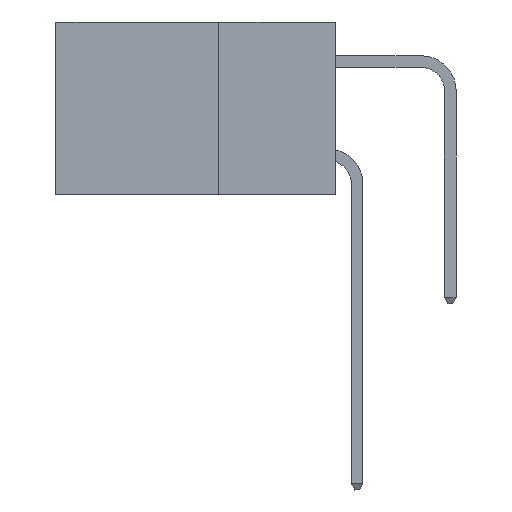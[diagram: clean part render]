
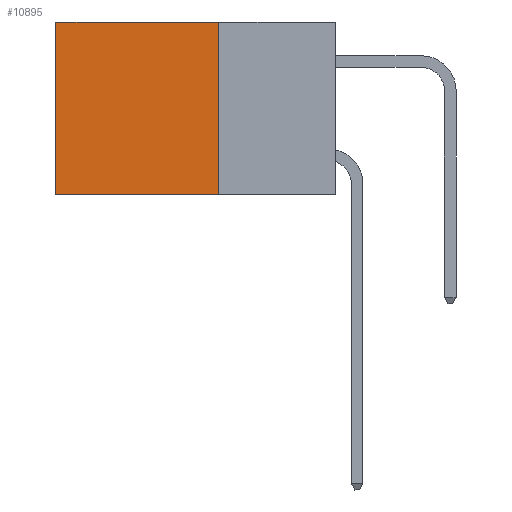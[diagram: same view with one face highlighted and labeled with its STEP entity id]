
A CAD part, left-side view. The second image highlights one B-rep face of the part: STEP entity #10895.
In plain terms, the highlighted planar face has unit normal (-1, 0, 0).
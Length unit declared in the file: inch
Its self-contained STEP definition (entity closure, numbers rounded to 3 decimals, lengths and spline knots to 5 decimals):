
#340 = ORIENTED_EDGE ( 'NONE', *, *, #11699, .F. ) ;
#463 = EDGE_LOOP ( 'NONE', ( #1827, #3440, #340, #5479 ) ) ;
#535 = VECTOR ( 'NONE', #10904, 39.37008 ) ;
#590 = CARTESIAN_POINT ( 'NONE',  ( 0.2875, 0.25, -0.37 ) ) ;
#854 = CARTESIAN_POINT ( 'NONE',  ( 0.2875, 0.6, -0.37 ) ) ;
#1067 = EDGE_CURVE ( 'NONE', #6074, #13485, #4108, .T. ) ;
#1827 = ORIENTED_EDGE ( 'NONE', *, *, #1067, .T. ) ;
#2262 = DIRECTION ( 'NONE',  ( 0., 0., -1. ) ) ;
#2316 = LINE ( 'NONE', #9125, #12424 ) ;
#2369 = AXIS2_PLACEMENT_3D ( 'NONE', #9839, #9893, #2262 ) ;
#3103 = VERTEX_POINT ( 'NONE', #9066 ) ;
#3119 = VECTOR ( 'NONE', #16160, 39.37008 ) ;
#3440 = ORIENTED_EDGE ( 'NONE', *, *, #8630, .F. ) ;
#3546 = LINE ( 'NONE', #5114, #3119 ) ;
#3655 = FACE_OUTER_BOUND ( 'NONE', #463, .T. ) ;
#4108 = LINE ( 'NONE', #15555, #535 ) ;
#5014 = LINE ( 'NONE', #5097, #11367 ) ;
#5097 = CARTESIAN_POINT ( 'NONE',  ( 0.2875, 0.25, 0. ) ) ;
#5114 = CARTESIAN_POINT ( 'NONE',  ( 0.2875, 0.25, -0.37 ) ) ;
#5479 = ORIENTED_EDGE ( 'NONE', *, *, #6403, .T. ) ;
#6074 = VERTEX_POINT ( 'NONE', #7120 ) ;
#6396 = DIRECTION ( 'NONE',  ( 0., 0., -1. ) ) ;
#6403 = EDGE_CURVE ( 'NONE', #3103, #6074, #2316, .T. ) ;
#7120 = CARTESIAN_POINT ( 'NONE',  ( 0.2875, 0.6, 0. ) ) ;
#7294 = PLANE ( 'NONE',  #2369 ) ;
#8630 = EDGE_CURVE ( 'NONE', #13879, #13485, #3546, .T. ) ;
#9066 = CARTESIAN_POINT ( 'NONE',  ( 0.2875, 0.25, 0. ) ) ;
#9125 = CARTESIAN_POINT ( 'NONE',  ( 0.2875, 0.25, 0. ) ) ;
#9839 = CARTESIAN_POINT ( 'NONE',  ( 0.2875, 0.25, 0. ) ) ;
#9893 = DIRECTION ( 'NONE',  ( 1., 0., 0. ) ) ;
#10372 = DIRECTION ( 'NONE',  ( 0., 1., 0. ) ) ;
#10895 = ADVANCED_FACE ( 'NONE', ( #3655 ), #7294, .F. ) ;
#10904 = DIRECTION ( 'NONE',  ( 0., 0., -1. ) ) ;
#11367 = VECTOR ( 'NONE', #6396, 39.37008 ) ;
#11699 = EDGE_CURVE ( 'NONE', #3103, #13879, #5014, .T. ) ;
#12424 = VECTOR ( 'NONE', #10372, 39.37008 ) ;
#13485 = VERTEX_POINT ( 'NONE', #854 ) ;
#13879 = VERTEX_POINT ( 'NONE', #590 ) ;
#15555 = CARTESIAN_POINT ( 'NONE',  ( 0.2875, 0.6, 0. ) ) ;
#16160 = DIRECTION ( 'NONE',  ( 0., 1., 0. ) ) ;
